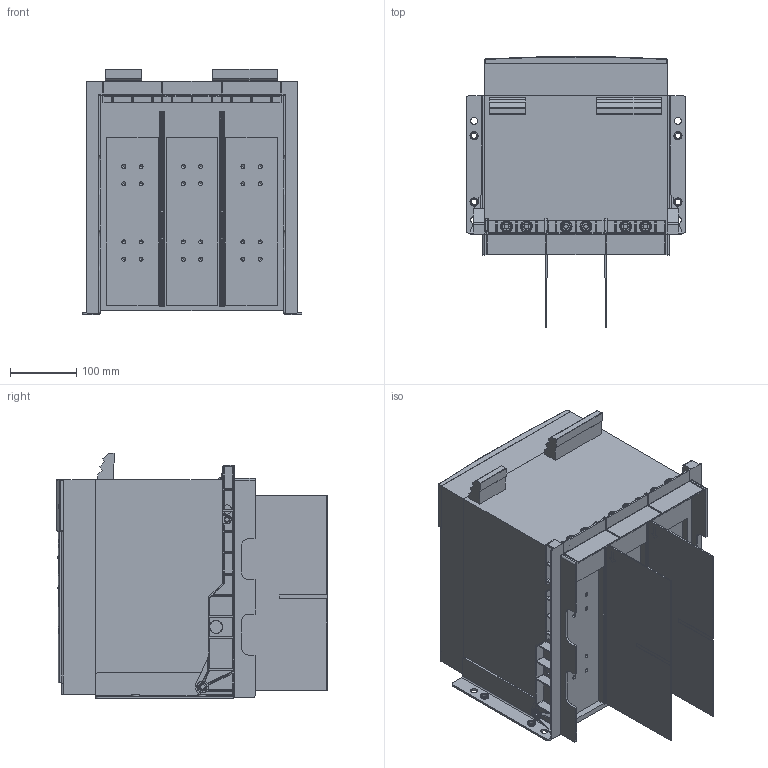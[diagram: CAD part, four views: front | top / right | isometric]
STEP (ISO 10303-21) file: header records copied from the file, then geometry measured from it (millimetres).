
FILE_DESCRIPTION((''),'2;1');
FILE_NAME('1SDH001336R0301_E2-2-E9_F_III_4_ASM','2021-12-13T16:36:47',('ITFUFAL'),(''),'CREO PARAMETRIC BY PTC INC, 2019030','CREO PARAMETRIC BY PTC INC, 2019030','');
FILE_SCHEMA(('AUTOMOTIVE_DESIGN { 1 0 10303 214 1 1 1 1 }'));
Length unit declared in the file: millimetre
Products named in the file (21): RX0153001_1PA_001_00_PARTE_N2_6; RA4229001_1PA_001_00_LEVA_DI__8; RX0153500_1PD_001_00_GRUP-106_2; RX0153500_1PD_001_00_GRUP-117_2; RX0153500_1PD_001_00_GRUP-121_2; RX0153500_1PD_001_00_GRUP-125_2; RX0153601_1PA_001_00_SIMU-132_2; RX0153601_1PA_001_00_SIMU-140_2; RA4201001_1PA_001_10_PULSANTE_8; RA4222001_1PA_001_11_SEGNALAT_8; RA4200001_1PA_001_01_PULSANTE_8; RA4219001_1PA_001_05_SEGNALAT_8; RA4339002_1PA_001_06_SUPPORTO_8; RA4339001_1PA_001_09_SUPPORTO_8; COVER_SEMPLIFICATA_E2_2_FISSO_8; 1SDH001336R0083_1PA_001_00_E2_3_ASM; RB6398001_1PA_001_02_SEPARATO_8; RC1635001_PROTEZIONE_1_2_3_4_5; RC1636001_PROTEZIONE_1_2_3_4_5; RC1634001_PROTEZIONE_1_2; 1SDH001336R0301_E2-2-E9_F_III_4_ASM
Assembly tree (23 placements, depth 3):
  1SDH001336R0301_E2-2-E9_F_III_4_ASM
    1SDH001336R0083_1PA_001_00_E2_3_ASM
      RX0153001_1PA_001_00_PARTE_N2_6
      RA4229001_1PA_001_00_LEVA_DI__8
      RX0153500_1PD_001_00_GRUP-106_2
      RX0153500_1PD_001_00_GRUP-117_2
      RX0153500_1PD_001_00_GRUP-121_2
      RX0153500_1PD_001_00_GRUP-125_2
      RX0153601_1PA_001_00_SIMU-132_2
      RX0153601_1PA_001_00_SIMU-140_2
      RA4201001_1PA_001_10_PULSANTE_8
      RA4222001_1PA_001_11_SEGNALAT_8
      RA4200001_1PA_001_01_PULSANTE_8
      RA4219001_1PA_001_05_SEGNALAT_8
      RA4339002_1PA_001_06_SUPPORTO_8
      RA4339001_1PA_001_09_SUPPORTO_8
      COVER_SEMPLIFICATA_E2_2_FISSO_8
    RB6398001_1PA_001_02_SEPARATO_8  x2
    RC1635001_PROTEZIONE_1_2_3_4_5
    RC1636001_PROTEZIONE_1_2_3_4_5
    RC1634001_PROTEZIONE_1_2  x3
Bounding box: 332 x 408.57 x 371 mm (x, y, z)
Volume: 19850983.1 mm3; surface area: 1285943 mm2
Topology: 22 solids, 22 shells, 1959 faces, 5110 edges, 3042 vertices
Faces by surface type: cylinder 790, plane 684, torus 159, sphere 152, cone 100, bspline 72, extrusion 2
Entity records: 64576 total; most frequent: CARTESIAN_POINT 14109, DIRECTION 8687, ORIENTED_EDGE 7516, EDGE_CURVE 3758, AXIS2_PLACEMENT_3D 3234, VERTEX_POINT 2331, VECTOR 2157, LINE 2155
